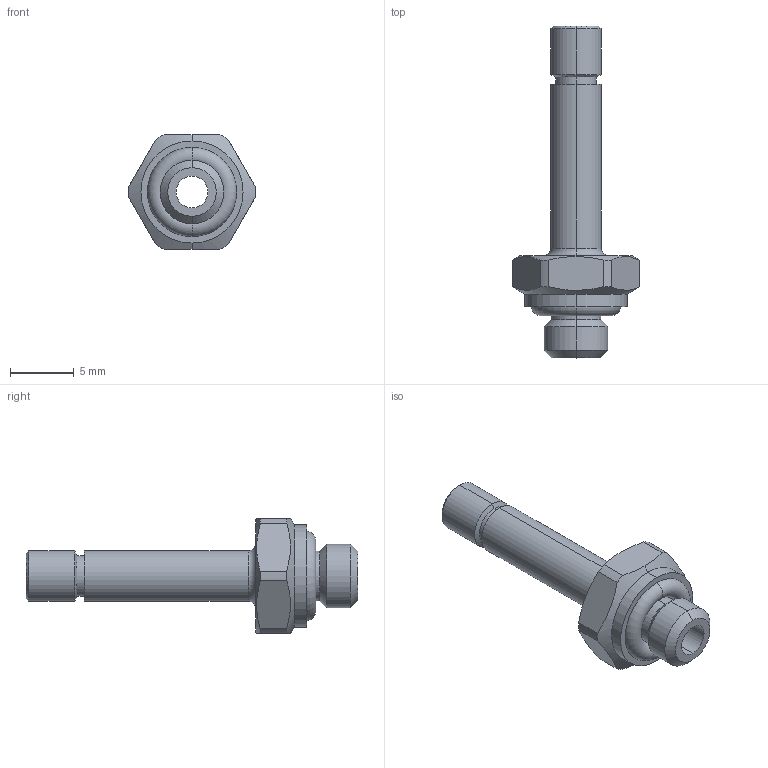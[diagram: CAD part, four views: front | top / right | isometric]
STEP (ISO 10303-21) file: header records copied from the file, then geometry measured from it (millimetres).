
FILE_DESCRIPTION (( 'STEP AP203' ), '1' );
FILE_NAME ('A0280010.STEP', '2009-12-14T12:55:31', ( '' ), ( 'sopra-pneumatic' ), 'SwSTEP 2.0', 'SolidWorks 2009', '' );
FILE_SCHEMA (( 'CONFIG_CONTROL_DESIGN' ));
Length unit declared in the file: millimetre
Products named in the file (1): A0280010
Bounding box: 10 x 26 x 9 mm (x, y, z)
Volume: 424.8 mm3; surface area: 737.2 mm2
Topology: 1 solids, 1 shells, 48 faces, 110 edges, 68 vertices
Faces by surface type: cylinder 20, cone 12, plane 12, torus 4
Entity records: 1507 total; most frequent: CARTESIAN_POINT 323, DIRECTION 248, ORIENTED_EDGE 220, EDGE_CURVE 110, AXIS2_PLACEMENT_3D 105, VERTEX_POINT 68, CIRCLE 56, EDGE_LOOP 54
